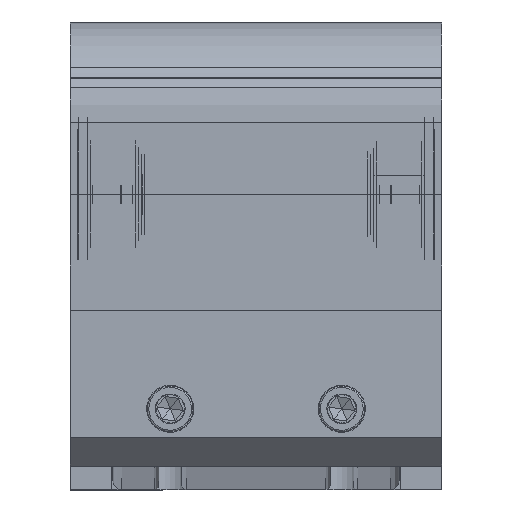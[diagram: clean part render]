
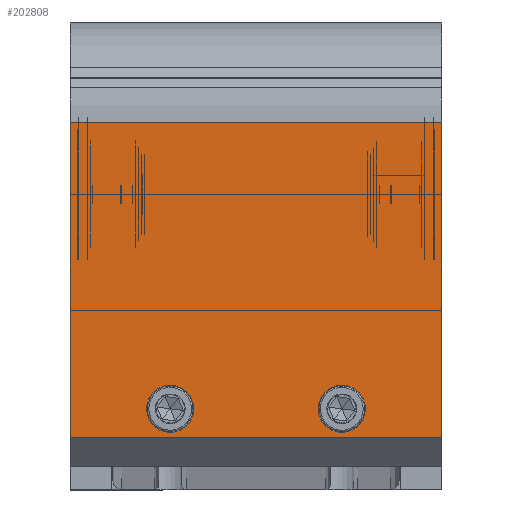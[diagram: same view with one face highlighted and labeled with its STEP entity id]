
A CAD part, top view. The second image highlights one B-rep face of the part: STEP entity #202808.
In plain terms, the highlighted planar face has unit normal (0, 0, 1).
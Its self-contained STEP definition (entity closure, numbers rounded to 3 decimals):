
#12227 = FACE_BOUND ( 'NONE', #234872, .T. ) ;
#23809 = EDGE_CURVE ( 'NONE', #313037, #169466, #285235, .T. ) ;
#27321 = DIRECTION ( 'NONE',  ( 1., 0., 0. ) ) ;
#31378 = CIRCLE ( 'NONE', #219849, 8.25 ) ;
#32345 = VERTEX_POINT ( 'NONE', #328053 ) ;
#39888 = CARTESIAN_POINT ( 'NONE',  ( 208.467, 307.762, 762.525 ) ) ;
#48764 = VERTEX_POINT ( 'NONE', #56953 ) ;
#51626 = VECTOR ( 'NONE', #164087, 1000. ) ;
#56953 = CARTESIAN_POINT ( 'NONE',  ( 78.467, 197.762, 762.525 ) ) ;
#77267 = EDGE_CURVE ( 'NONE', #169466, #313037, #243007, .T. ) ;
#83506 = DIRECTION ( 'NONE',  ( 0., 0., 1. ) ) ;
#87737 = VECTOR ( 'NONE', #142595, 1000. ) ;
#88149 = ORIENTED_EDGE ( 'NONE', *, *, #23809, .F. ) ;
#102450 = FACE_BOUND ( 'NONE', #365933, .T. ) ;
#118324 = DIRECTION ( 'NONE',  ( 1., 0., 0. ) ) ;
#120793 = DIRECTION ( 'NONE',  ( 0., 0., -1. ) ) ;
#122977 = EDGE_CURVE ( 'NONE', #32345, #48764, #342507, .T. ) ;
#132077 = CARTESIAN_POINT ( 'NONE',  ( 208.467, 197.762, 762.525 ) ) ;
#132635 = VERTEX_POINT ( 'NONE', #193981 ) ;
#132981 = ORIENTED_EDGE ( 'NONE', *, *, #216376, .T. ) ;
#138319 = CARTESIAN_POINT ( 'NONE',  ( 105.217, 207.762, 762.525 ) ) ;
#142595 = DIRECTION ( 'NONE',  ( 0., -1., 0. ) ) ;
#152934 = DIRECTION ( 'NONE',  ( 0., 0., 1. ) ) ;
#160244 = EDGE_CURVE ( 'NONE', #264217, #132635, #31378, .T. ) ;
#163477 = FACE_OUTER_BOUND ( 'NONE', #238009, .T. ) ;
#164087 = DIRECTION ( 'NONE',  ( 0., -1., 0. ) ) ;
#169466 = VERTEX_POINT ( 'NONE', #285647 ) ;
#169626 = CIRCLE ( 'NONE', #364431, 8.25 ) ;
#170044 = ORIENTED_EDGE ( 'NONE', *, *, #122977, .F. ) ;
#173431 = CARTESIAN_POINT ( 'NONE',  ( 165.217, 207.762, 762.525 ) ) ;
#180116 = VECTOR ( 'NONE', #356096, 1000. ) ;
#182523 = CARTESIAN_POINT ( 'NONE',  ( 113.467, 207.762, 762.525 ) ) ;
#193981 = CARTESIAN_POINT ( 'NONE',  ( 181.717, 207.762, 762.525 ) ) ;
#197046 = EDGE_CURVE ( 'NONE', #335165, #285770, #328383, .T. ) ;
#202808 = ADVANCED_FACE ( 'NONE', ( #12227, #102450, #163477 ), #338443, .F. ) ;
#203419 = DIRECTION ( 'NONE',  ( 1., 0., 0. ) ) ;
#204724 = EDGE_CURVE ( 'NONE', #132635, #264217, #169626, .T. ) ;
#216376 = EDGE_CURVE ( 'NONE', #285770, #48764, #339076, .T. ) ;
#219849 = AXIS2_PLACEMENT_3D ( 'NONE', #359502, #300420, #27321 ) ;
#223522 = VECTOR ( 'NONE', #244184, 1000. ) ;
#234872 = EDGE_LOOP ( 'NONE', ( #326833, #88149 ) ) ;
#238009 = EDGE_LOOP ( 'NONE', ( #132981, #170044, #350416, #265353 ) ) ;
#243007 = CIRCLE ( 'NONE', #293299, 8.25 ) ;
#244184 = DIRECTION ( 'NONE',  ( -1., 0., 0. ) ) ;
#256469 = AXIS2_PLACEMENT_3D ( 'NONE', #373917, #120793, #283335 ) ;
#261087 = ORIENTED_EDGE ( 'NONE', *, *, #160244, .F. ) ;
#264217 = VERTEX_POINT ( 'NONE', #173431 ) ;
#265353 = ORIENTED_EDGE ( 'NONE', *, *, #197046, .T. ) ;
#268832 = EDGE_CURVE ( 'NONE', #335165, #32345, #292029, .T. ) ;
#283335 = DIRECTION ( 'NONE',  ( -1., 0., 0. ) ) ;
#285235 = CIRCLE ( 'NONE', #341685, 8.25 ) ;
#285647 = CARTESIAN_POINT ( 'NONE',  ( 121.717, 207.762, 762.525 ) ) ;
#285770 = VERTEX_POINT ( 'NONE', #359933 ) ;
#292029 = LINE ( 'NONE', #347262, #87737 ) ;
#293299 = AXIS2_PLACEMENT_3D ( 'NONE', #352960, #83506, #203419 ) ;
#300420 = DIRECTION ( 'NONE',  ( 0., 0., 1. ) ) ;
#300912 = CARTESIAN_POINT ( 'NONE',  ( 208.467, 307.762, 762.525 ) ) ;
#310542 = ORIENTED_EDGE ( 'NONE', *, *, #204724, .F. ) ;
#313037 = VERTEX_POINT ( 'NONE', #138319 ) ;
#313404 = CARTESIAN_POINT ( 'NONE',  ( 78.467, 197.762, 762.525 ) ) ;
#326833 = ORIENTED_EDGE ( 'NONE', *, *, #77267, .F. ) ;
#328053 = CARTESIAN_POINT ( 'NONE',  ( 208.467, 197.762, 762.525 ) ) ;
#328383 = LINE ( 'NONE', #300912, #180116 ) ;
#331910 = DIRECTION ( 'NONE',  ( 1., 0., 0. ) ) ;
#335165 = VERTEX_POINT ( 'NONE', #39888 ) ;
#338443 = PLANE ( 'NONE',  #256469 ) ;
#339076 = LINE ( 'NONE', #313404, #51626 ) ;
#341685 = AXIS2_PLACEMENT_3D ( 'NONE', #182523, #152934, #331910 ) ;
#342507 = LINE ( 'NONE', #132077, #223522 ) ;
#347262 = CARTESIAN_POINT ( 'NONE',  ( 208.467, 197.762, 762.525 ) ) ;
#350416 = ORIENTED_EDGE ( 'NONE', *, *, #268832, .F. ) ;
#352960 = CARTESIAN_POINT ( 'NONE',  ( 113.467, 207.762, 762.525 ) ) ;
#356096 = DIRECTION ( 'NONE',  ( -1., 0., 0. ) ) ;
#359502 = CARTESIAN_POINT ( 'NONE',  ( 173.467, 207.762, 762.525 ) ) ;
#359933 = CARTESIAN_POINT ( 'NONE',  ( 78.467, 307.762, 762.525 ) ) ;
#360230 = DIRECTION ( 'NONE',  ( 0., 0., 1. ) ) ;
#364431 = AXIS2_PLACEMENT_3D ( 'NONE', #387833, #360230, #118324 ) ;
#365933 = EDGE_LOOP ( 'NONE', ( #310542, #261087 ) ) ;
#373917 = CARTESIAN_POINT ( 'NONE',  ( 208.467, 197.762, 762.525 ) ) ;
#387833 = CARTESIAN_POINT ( 'NONE',  ( 173.467, 207.762, 762.525 ) ) ;
